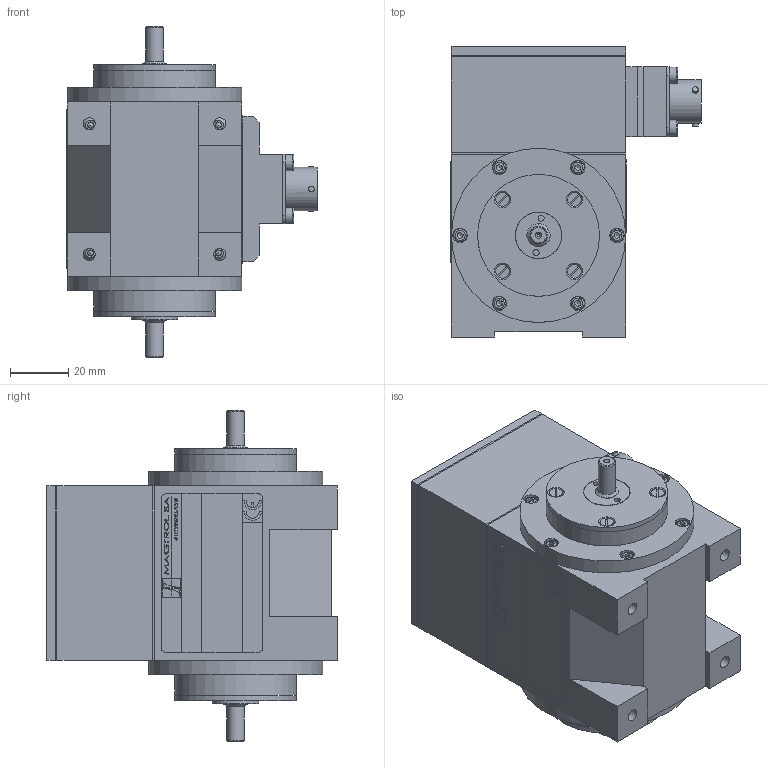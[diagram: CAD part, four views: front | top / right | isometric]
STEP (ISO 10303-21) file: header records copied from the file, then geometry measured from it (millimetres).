
FILE_DESCRIPTION (( 'STEP AP203' ), '1' );
FILE_NAME ('415-301-000-011_EF.STEP', '2013-05-27T05:39:16', ( 'ajoy' ), ( 'Microsoft' ), 'SwSTEP 2.0', 'SolidWorks 2012', '' );
FILE_SCHEMA (( 'CONFIG_CONTROL_DESIGN' ));
Length unit declared in the file: millimetre
Products named in the file (1): 415-301-000-011_EF
Bounding box: 86.2 x 100 x 114 mm (x, y, z)
Surface area: 49990.3 mm2 (no closed solid volume)
Topology: 0 solids, 158 shells, 633 faces, 4986 edges, 4466 vertices
Faces by surface type: plane 467, cylinder 94, cone 38, torus 16, bspline 12, sphere 6
Full cylindrical faces by diameter (mm): 1 x7, 2 x3, 2.1 x4, 4 x1, 4.2 x4, 5 x12, 5.5 x4, 6 x6, 6.5 x1, 6.8 x1, 8 x2, 15 x1, 16 x2, 42 x4, 60 x2
Entity records: 55979 total; most frequent: CARTESIAN_POINT 24512, ORIENTED_EDGE 5588, EDGE_CURVE 4821, DIRECTION 4680, VERTEX_POINT 4422, VECTOR 2642, LINE 2642, B_SPLINE_CURVE_WITH_KNOTS 1782
